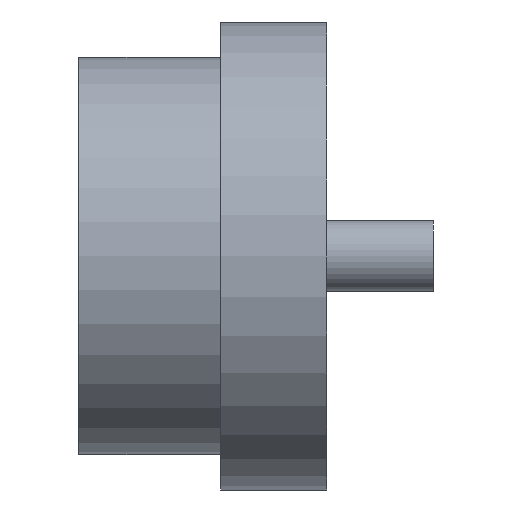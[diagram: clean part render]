
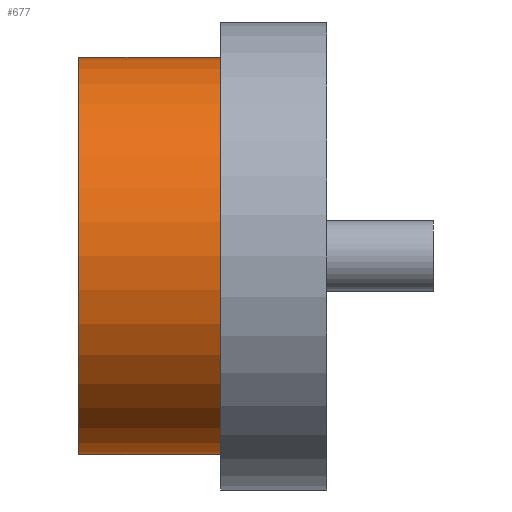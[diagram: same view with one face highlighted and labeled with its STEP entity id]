
A CAD part, left-side view. The second image highlights one B-rep face of the part: STEP entity #677.
In plain terms, the highlighted cylindrical face has radius 2.8 mm (diameter 5.6 mm), a partial arc.
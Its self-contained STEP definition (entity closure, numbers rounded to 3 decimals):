
#79=FACE_OUTER_BOUND('',#125,.T.);
#125=EDGE_LOOP('',(#503,#504,#505,#506));
#186=LINE('',#1095,#240);
#187=LINE('',#1098,#241);
#240=VECTOR('',#881,10.);
#241=VECTOR('',#884,10.);
#301=CIRCLE('',#761,2.8);
#302=CIRCLE('',#762,2.8);
#339=VERTEX_POINT('',#1091);
#340=VERTEX_POINT('',#1092);
#341=VERTEX_POINT('',#1094);
#342=VERTEX_POINT('',#1096);
#406=EDGE_CURVE('',#339,#340,#301,.T.);
#407=EDGE_CURVE('',#339,#341,#186,.T.);
#408=EDGE_CURVE('',#342,#341,#302,.T.);
#409=EDGE_CURVE('',#340,#342,#187,.T.);
#503=ORIENTED_EDGE('',*,*,#406,.F.);
#504=ORIENTED_EDGE('',*,*,#407,.T.);
#505=ORIENTED_EDGE('',*,*,#408,.F.);
#506=ORIENTED_EDGE('',*,*,#409,.F.);
#659=CYLINDRICAL_SURFACE('',#760,2.8);
#677=ADVANCED_FACE('',(#79),#659,.T.);
#760=AXIS2_PLACEMENT_3D('',#1090,#877,#878);
#761=AXIS2_PLACEMENT_3D('',#1093,#879,#880);
#762=AXIS2_PLACEMENT_3D('',#1097,#882,#883);
#877=DIRECTION('center_axis',(0.,1.,0.));
#878=DIRECTION('ref_axis',(0.,0.,-1.));
#879=DIRECTION('center_axis',(0.,-1.,0.));
#880=DIRECTION('ref_axis',(0.,0.,-1.));
#881=DIRECTION('',(0.,1.,0.));
#882=DIRECTION('center_axis',(0.,1.,0.));
#883=DIRECTION('ref_axis',(0.,0.,-1.));
#884=DIRECTION('',(0.,1.,0.));
#1090=CARTESIAN_POINT('Origin',(-8.65,0.,0.));
#1091=CARTESIAN_POINT('',(-8.65,0.,2.8));
#1092=CARTESIAN_POINT('',(-8.65,0.,-2.8));
#1093=CARTESIAN_POINT('Origin',(-8.65,0.,0.));
#1094=CARTESIAN_POINT('',(-8.65,2.,2.8));
#1095=CARTESIAN_POINT('',(-8.65,0.,2.8));
#1096=CARTESIAN_POINT('',(-8.65,2.,-2.8));
#1097=CARTESIAN_POINT('Origin',(-8.65,2.,0.));
#1098=CARTESIAN_POINT('',(-8.65,0.,-2.8));
